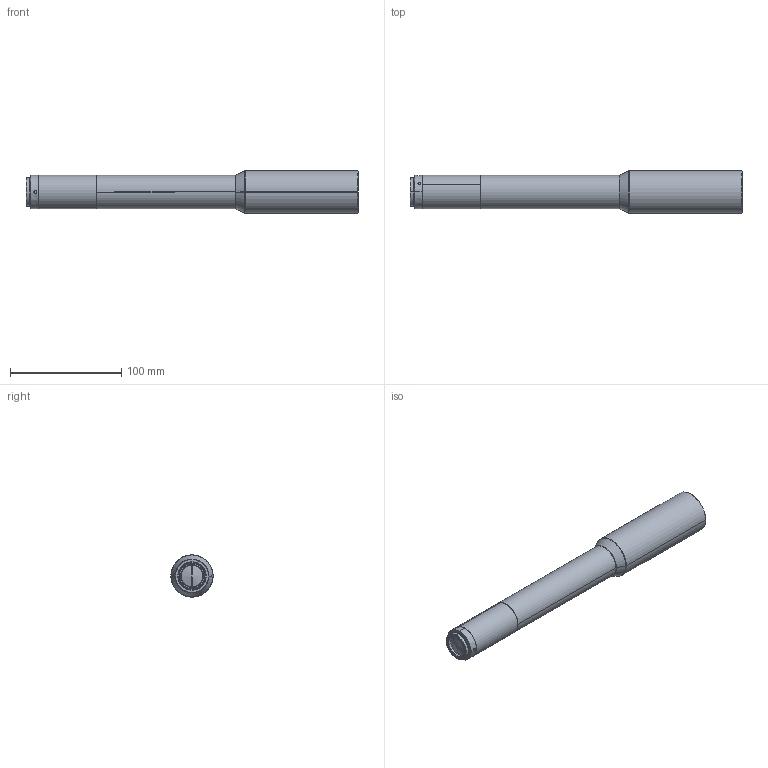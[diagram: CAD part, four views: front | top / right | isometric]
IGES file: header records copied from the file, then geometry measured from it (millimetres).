
Start section: SolidWorks IGES file using analytic representation for surfaces
Global section: file name: WH04-650A-110.IGS; native system: SolidWorks 2017; preprocessor: SolidWorks 2017; author: luosh; date: 190315.144521; units: millimetre
Bounding box: 298.69 x 38 x 38 mm (x, y, z)
Surface area: 33210.6 mm2 (no closed solid volume)
Topology: 0 solids, 0 shells, 59 faces, 1300 edges, 1296 vertices
Faces by surface type: revolution 47, bspline 12
